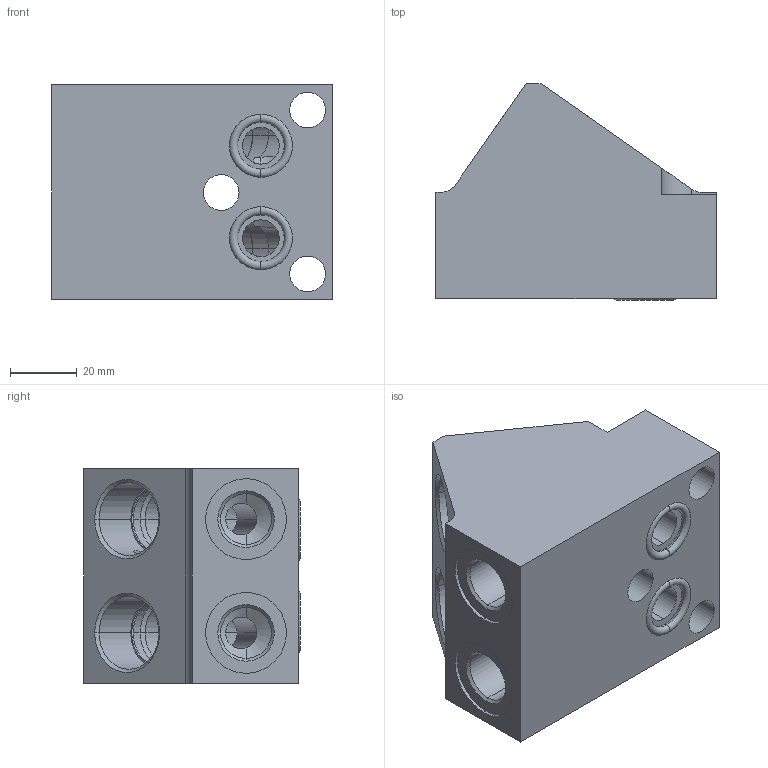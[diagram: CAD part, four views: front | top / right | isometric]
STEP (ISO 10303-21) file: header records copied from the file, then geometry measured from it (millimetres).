
FILE_DESCRIPTION (( 'STEP AP203' ), '1' );
FILE_NAME ('ML-60-CDW-11A3-11A3-G03-Z42.STEP', '2026-02-26T00:19:20', ( '' ), ( '' ), 'SwSTEP 2.0', 'SolidWorks 2018', '' );
FILE_SCHEMA (( 'CONFIG_CONTROL_DESIGN' ));
Length unit declared in the file: millimetre
Products named in the file (3): 6EF060CDWG03A003_目錄; 4KAA113AA001; ML-60-CDW-11A3-11A3-G03-Z42
Assembly tree (3 placements, depth 2):
  ML-60-CDW-11A3-11A3-G03-Z42
    4KAA113AA001  x2
    6EF060CDWG03A003_目錄
Bounding box: 84.1 x 64.82 x 64.3 mm (x, y, z)
Volume: 192197.1 mm3; surface area: 39814.9 mm2
Topology: 3 solids, 3 shells, 124 faces, 304 edges, 185 vertices
Faces by surface type: cylinder 58, cone 31, plane 27, torus 8
Entity records: 4478 total; most frequent: CARTESIAN_POINT 1290, DIRECTION 615, ORIENTED_EDGE 584, EDGE_CURVE 292, AXIS2_PLACEMENT_3D 240, VERTEX_POINT 181, EDGE_LOOP 145, VECTOR 135
